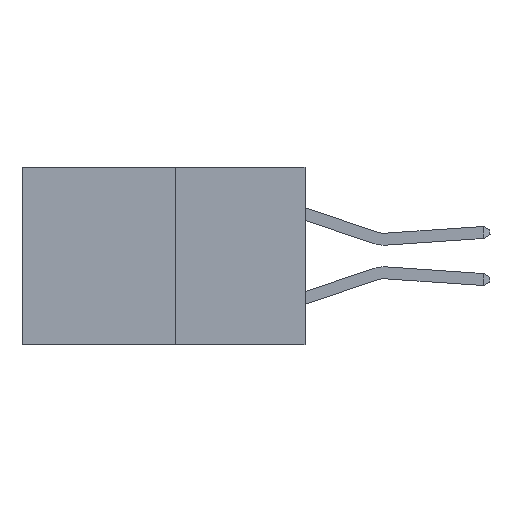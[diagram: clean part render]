
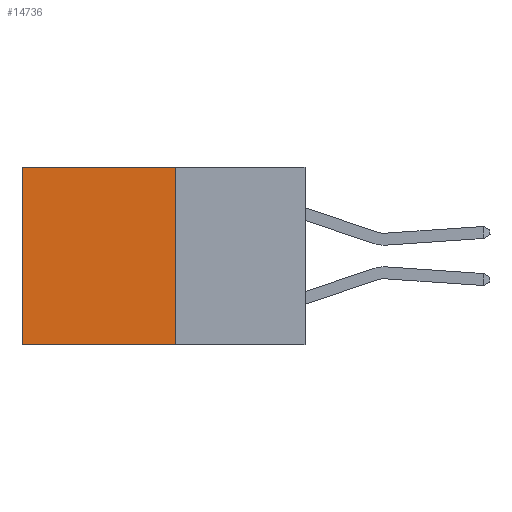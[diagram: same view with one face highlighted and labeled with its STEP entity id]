
A CAD part, left-side view. The second image highlights one B-rep face of the part: STEP entity #14736.
In plain terms, the highlighted planar face has unit normal (-1, 0, 0).
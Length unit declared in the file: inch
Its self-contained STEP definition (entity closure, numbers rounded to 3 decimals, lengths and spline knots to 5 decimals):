
#1390 = VERTEX_POINT ( 'NONE', #22572 ) ;
#1621 = EDGE_CURVE ( 'NONE', #23710, #11256, #6908, .T. ) ;
#1819 = DIRECTION ( 'NONE',  ( 0., 1., 0. ) ) ;
#3436 = ORIENTED_EDGE ( 'NONE', *, *, #27984, .F. ) ;
#6583 = ORIENTED_EDGE ( 'NONE', *, *, #1621, .T. ) ;
#6908 = LINE ( 'NONE', #32699, #34591 ) ;
#7201 = VECTOR ( 'NONE', #25945, 39.37008 ) ;
#7233 = CARTESIAN_POINT ( 'NONE',  ( 0.277, 0.27, 0. ) ) ;
#9033 = VECTOR ( 'NONE', #1819, 39.37008 ) ;
#10316 = PLANE ( 'NONE',  #24890 ) ;
#11256 = VERTEX_POINT ( 'NONE', #18578 ) ;
#12241 = CARTESIAN_POINT ( 'NONE',  ( 0.277, 0.27, -0.37 ) ) ;
#12280 = ORIENTED_EDGE ( 'NONE', *, *, #27759, .F. ) ;
#13070 = DIRECTION ( 'NONE',  ( 0., 0., -1. ) ) ;
#13139 = VECTOR ( 'NONE', #33647, 39.37008 ) ;
#14436 = LINE ( 'NONE', #23251, #7201 ) ;
#14736 = ADVANCED_FACE ( 'NONE', ( #15947 ), #10316, .F. ) ;
#15947 = FACE_OUTER_BOUND ( 'NONE', #22416, .T. ) ;
#18373 = CARTESIAN_POINT ( 'NONE',  ( 0.277, 0.27, -0.37 ) ) ;
#18578 = CARTESIAN_POINT ( 'NONE',  ( 0.277, 0.59, -0.37 ) ) ;
#20281 = LINE ( 'NONE', #12241, #13139 ) ;
#22416 = EDGE_LOOP ( 'NONE', ( #6583, #3436, #12280, #31189 ) ) ;
#22572 = CARTESIAN_POINT ( 'NONE',  ( 0.277, 0.27, -0.37 ) ) ;
#23251 = CARTESIAN_POINT ( 'NONE',  ( 0.277, 0.27, -0.37 ) ) ;
#23710 = VERTEX_POINT ( 'NONE', #33889 ) ;
#24675 = VERTEX_POINT ( 'NONE', #34759 ) ;
#24890 = AXIS2_PLACEMENT_3D ( 'NONE', #18373, #29098, #13070 ) ;
#25010 = LINE ( 'NONE', #7233, #9033 ) ;
#25945 = DIRECTION ( 'NONE',  ( 0., 0., -1. ) ) ;
#27759 = EDGE_CURVE ( 'NONE', #24675, #1390, #14436, .T. ) ;
#27984 = EDGE_CURVE ( 'NONE', #1390, #11256, #20281, .T. ) ;
#29098 = DIRECTION ( 'NONE',  ( 1., 0., 0. ) ) ;
#31189 = ORIENTED_EDGE ( 'NONE', *, *, #32150, .T. ) ;
#32150 = EDGE_CURVE ( 'NONE', #24675, #23710, #25010, .T. ) ;
#32320 = DIRECTION ( 'NONE',  ( 0., 0., -1. ) ) ;
#32699 = CARTESIAN_POINT ( 'NONE',  ( 0.277, 0.59, -0.37 ) ) ;
#33647 = DIRECTION ( 'NONE',  ( 0., 1., 0. ) ) ;
#33889 = CARTESIAN_POINT ( 'NONE',  ( 0.277, 0.59, 0. ) ) ;
#34591 = VECTOR ( 'NONE', #32320, 39.37008 ) ;
#34759 = CARTESIAN_POINT ( 'NONE',  ( 0.277, 0.27, 0. ) ) ;
